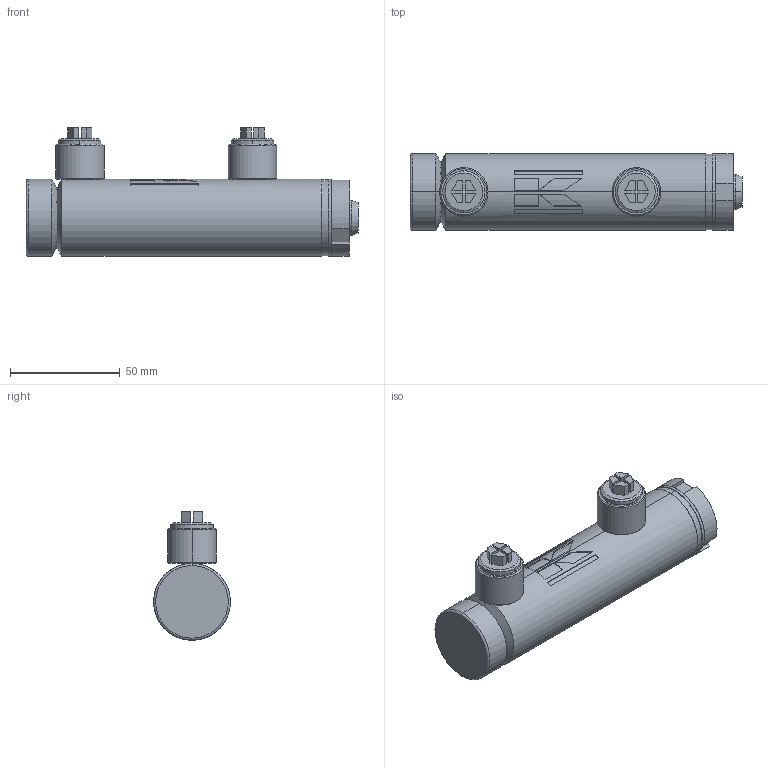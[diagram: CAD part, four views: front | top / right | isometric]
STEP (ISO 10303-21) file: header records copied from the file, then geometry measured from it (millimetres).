
FILE_DESCRIPTION (( 'STEP AP214' ), '1' );
FILE_NAME ('CFGCY0072537-Cylinder.step', '2025-04-18T03:03:57', ( 'Kramp IT' ), ( 'Kramp' ), 'SwSTEP 2.0', 'SolidWorks 2021', '' );
FILE_SCHEMA (( 'AUTOMOTIVE_DESIGN' ));
Length unit declared in the file: millimetre
Products named in the file (17): MATE-AID; ATT-NONE; Tube-MA_Simplified; DS2902504VM_Simplified; Tube_Simplified; DS2902504_Simplified; Rod_Simplified; DS2902513016VM_Simplified; Tube-WA_Simplified; SLBMM1015; DS2902513016_Simplified; Rod-WA_Simplified; DS3902501A; LSN04E; CFGCY0072537-Cylinder; SP04M
Assembly tree (16 placements, depth 4):
  MATE-AID
  ATT-NONE
  CFGCY0072537-Cylinder
    Tube-WA_Simplified
      Tube-MA_Simplified
        Tube_Simplified
        LSN04E
      LSN04E
      DS3902501A
        DS3902501A
    Rod-WA_Simplified
      Rod_Simplified
    DS2902513016VM_Simplified
      DS2902513016_Simplified
    DS2902504VM_Simplified
      DS2902504_Simplified
    SLBMM1015
    SP04M  x2
Bounding box: 151 x 35 x 58.5 mm (x, y, z)
Volume: 136534.8 mm3; surface area: 54045.4 mm2
Topology: 10 solids, 10 shells, 335 faces, 763 edges, 483 vertices
Faces by surface type: plane 137, cylinder 107, cone 59, torus 28, bspline 4
Entity records: 9107 total; most frequent: CARTESIAN_POINT 1633, DIRECTION 1319, ORIENTED_EDGE 1146, EDGE_CURVE 573, AXIS2_PLACEMENT_3D 523, VERTEX_POINT 361, EDGE_LOOP 290, LINE 273
